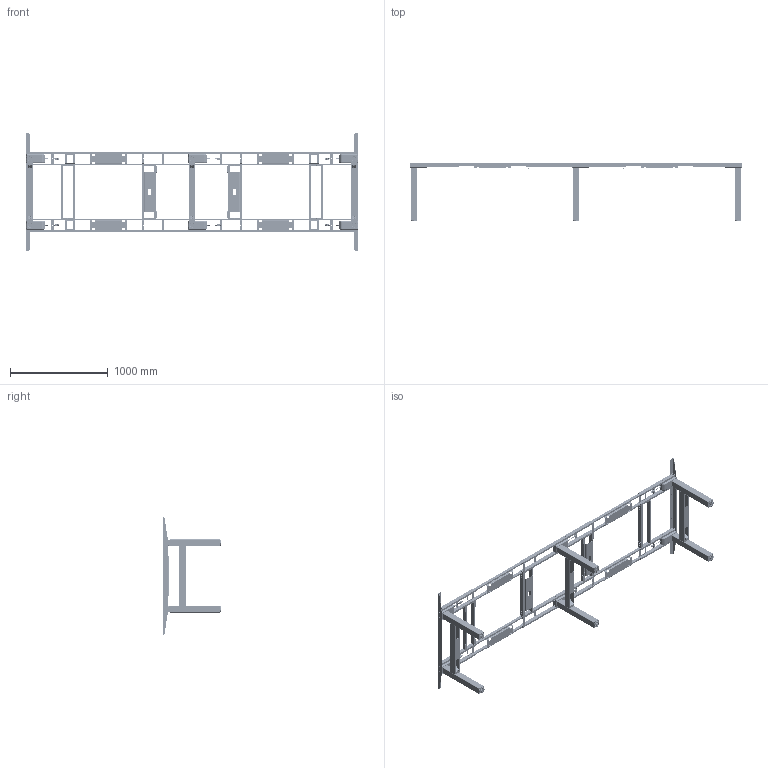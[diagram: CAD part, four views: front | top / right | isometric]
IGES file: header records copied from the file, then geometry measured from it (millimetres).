
Start section: SolidWorks IGES file using analytic representation for surfaces
Global section: file name: DS6.371.3.igs; native system: SolidWorks 2020; preprocessor: SolidWorks 2020; author: JUWi; date: 210320.155042; units: millimetre
Bounding box: 3400 x 600 x 1200 mm (x, y, z)
Surface area: 12822683.7 mm2 (no closed solid volume)
Topology: 0 solids, 0 shells, 27324 faces, 279244 edges, 279196 vertices
Faces by surface type: bspline 17286, revolution 10038
